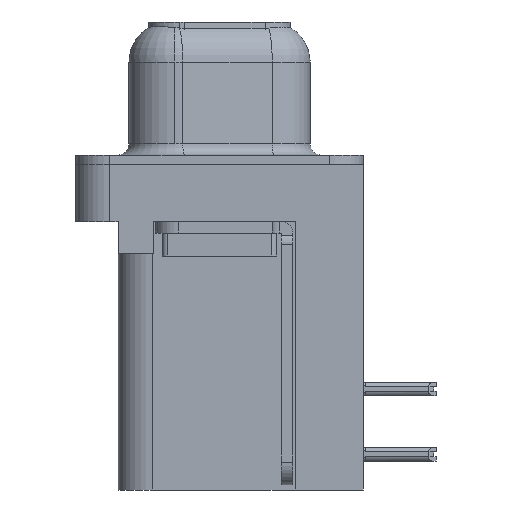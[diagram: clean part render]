
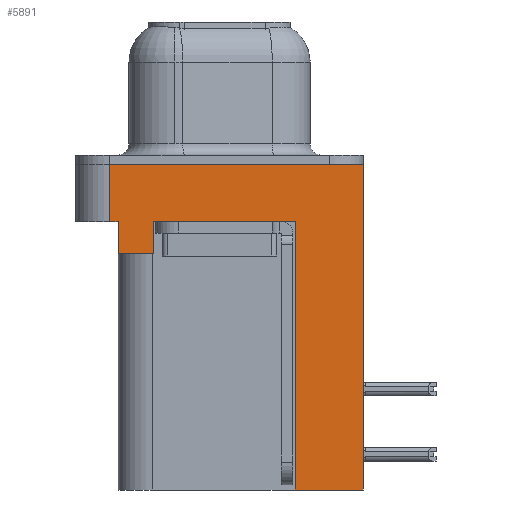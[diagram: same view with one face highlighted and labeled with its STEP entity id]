
A CAD part, left-side view. The second image highlights one B-rep face of the part: STEP entity #5891.
In plain terms, the highlighted planar face has unit normal (-1, 0, 0).
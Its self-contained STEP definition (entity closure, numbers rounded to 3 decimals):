
#619 = CARTESIAN_POINT ( 'NONE',  ( -2.91, 4.425, -3.9 ) ) ;
#920 = EDGE_LOOP ( 'NONE', ( #18682, #19365, #23265, #22373, #14706, #21227, #18446, #13213, #9123, #19679 ) ) ;
#1424 = EDGE_CURVE ( 'NONE', #15043, #13152, #7718, .T. ) ;
#1910 = VECTOR ( 'NONE', #12575, 1000. ) ;
#2416 = EDGE_CURVE ( 'NONE', #13651, #22355, #15586, .T. ) ;
#2545 = DIRECTION ( 'NONE',  ( 0., 1., 0. ) ) ;
#2882 = FACE_OUTER_BOUND ( 'NONE', #920, .T. ) ;
#3514 = DIRECTION ( 'NONE',  ( 0., 0., 1. ) ) ;
#4410 = VERTEX_POINT ( 'NONE', #7060 ) ;
#4541 = CARTESIAN_POINT ( 'NONE',  ( -2.91, -6.275, -14.2 ) ) ;
#4670 = EDGE_CURVE ( 'NONE', #15043, #10926, #10228, .T. ) ;
#5051 = VECTOR ( 'NONE', #9549, 1000. ) ;
#5325 = EDGE_CURVE ( 'NONE', #10833, #21105, #21853, .T. ) ;
#5891 = ADVANCED_FACE ( 'NONE', ( #2882 ), #22751, .T. ) ;
#6033 = DIRECTION ( 'NONE',  ( 0., 0., 1. ) ) ;
#6048 = VECTOR ( 'NONE', #3514, 1000. ) ;
#6049 = VECTOR ( 'NONE', #7223, 1000. ) ;
#6078 = CARTESIAN_POINT ( 'NONE',  ( -2.91, 4.425, -2.5 ) ) ;
#6139 = DIRECTION ( 'NONE',  ( 0., -1., 0. ) ) ;
#6208 = DIRECTION ( 'NONE',  ( -1., 0., 0. ) ) ;
#6288 = CARTESIAN_POINT ( 'NONE',  ( -2.91, 4.775, 0. ) ) ;
#6654 = CARTESIAN_POINT ( 'NONE',  ( -2.91, 2.895, -3.9 ) ) ;
#6765 = EDGE_CURVE ( 'NONE', #13152, #4410, #13615, .T. ) ;
#7060 = CARTESIAN_POINT ( 'NONE',  ( -2.91, -6.275, 0. ) ) ;
#7223 = DIRECTION ( 'NONE',  ( 0., 0., 1. ) ) ;
#7718 = LINE ( 'NONE', #20220, #19140 ) ;
#8043 = EDGE_CURVE ( 'NONE', #21105, #22355, #11796, .T. ) ;
#8138 = DIRECTION ( 'NONE',  ( 0., 0., 1. ) ) ;
#8814 = VECTOR ( 'NONE', #6139, 1000. ) ;
#9123 = ORIENTED_EDGE ( 'NONE', *, *, #5325, .F. ) ;
#9549 = DIRECTION ( 'NONE',  ( 0., -1., 0. ) ) ;
#9873 = CARTESIAN_POINT ( 'NONE',  ( -2.91, -6.275, -2.5 ) ) ;
#10228 = LINE ( 'NONE', #18818, #19743 ) ;
#10388 = VERTEX_POINT ( 'NONE', #6654 ) ;
#10833 = VERTEX_POINT ( 'NONE', #4541 ) ;
#10926 = VERTEX_POINT ( 'NONE', #6078 ) ;
#11188 = DIRECTION ( 'NONE',  ( 0., 1., 0. ) ) ;
#11458 = CARTESIAN_POINT ( 'NONE',  ( -2.91, -3.295, -14.2 ) ) ;
#11796 = LINE ( 'NONE', #18954, #13006 ) ;
#12575 = DIRECTION ( 'NONE',  ( 0., 0., 1. ) ) ;
#12691 = LINE ( 'NONE', #17846, #1910 ) ;
#13006 = VECTOR ( 'NONE', #8138, 1000. ) ;
#13152 = VERTEX_POINT ( 'NONE', #6288 ) ;
#13213 = ORIENTED_EDGE ( 'NONE', *, *, #8043, .F. ) ;
#13443 = DIRECTION ( 'NONE',  ( 0., -1., 0. ) ) ;
#13615 = LINE ( 'NONE', #18885, #8814 ) ;
#13635 = VECTOR ( 'NONE', #2545, 1000. ) ;
#13651 = VERTEX_POINT ( 'NONE', #21933 ) ;
#13655 = CARTESIAN_POINT ( 'NONE',  ( -2.91, -3.295, -2.5 ) ) ;
#14024 = CARTESIAN_POINT ( 'NONE',  ( -2.91, -6.275, -2.5 ) ) ;
#14671 = CARTESIAN_POINT ( 'NONE',  ( -2.91, -6.275, -2.5 ) ) ;
#14706 = ORIENTED_EDGE ( 'NONE', *, *, #14754, .F. ) ;
#14754 = EDGE_CURVE ( 'NONE', #10388, #21672, #18573, .T. ) ;
#14963 = EDGE_CURVE ( 'NONE', #10388, #13651, #12691, .T. ) ;
#15043 = VERTEX_POINT ( 'NONE', #17736 ) ;
#15586 = LINE ( 'NONE', #14024, #5051 ) ;
#16309 = AXIS2_PLACEMENT_3D ( 'NONE', #9873, #6208, #21102 ) ;
#17589 = EDGE_CURVE ( 'NONE', #10833, #4410, #23496, .T. ) ;
#17736 = CARTESIAN_POINT ( 'NONE',  ( -2.91, 4.775, -2.5 ) ) ;
#17846 = CARTESIAN_POINT ( 'NONE',  ( -2.91, 2.895, -3.9 ) ) ;
#18446 = ORIENTED_EDGE ( 'NONE', *, *, #2416, .T. ) ;
#18488 = EDGE_CURVE ( 'NONE', #21672, #10926, #22101, .T. ) ;
#18573 = LINE ( 'NONE', #619, #20147 ) ;
#18682 = ORIENTED_EDGE ( 'NONE', *, *, #6765, .F. ) ;
#18818 = CARTESIAN_POINT ( 'NONE',  ( -2.91, -6.275, -2.5 ) ) ;
#18885 = CARTESIAN_POINT ( 'NONE',  ( -2.91, -6.275, 0. ) ) ;
#18954 = CARTESIAN_POINT ( 'NONE',  ( -2.91, -3.295, -14.2 ) ) ;
#19129 = CARTESIAN_POINT ( 'NONE',  ( -2.91, -3.295, -14.2 ) ) ;
#19140 = VECTOR ( 'NONE', #6033, 1000. ) ;
#19365 = ORIENTED_EDGE ( 'NONE', *, *, #1424, .F. ) ;
#19612 = CARTESIAN_POINT ( 'NONE',  ( -2.91, 4.425, -3.9 ) ) ;
#19679 = ORIENTED_EDGE ( 'NONE', *, *, #17589, .T. ) ;
#19743 = VECTOR ( 'NONE', #13443, 1000. ) ;
#20147 = VECTOR ( 'NONE', #11188, 1000. ) ;
#20220 = CARTESIAN_POINT ( 'NONE',  ( -2.91, 4.775, -2.5 ) ) ;
#21102 = DIRECTION ( 'NONE',  ( 0., 0., 1. ) ) ;
#21105 = VERTEX_POINT ( 'NONE', #19129 ) ;
#21227 = ORIENTED_EDGE ( 'NONE', *, *, #14963, .T. ) ;
#21672 = VERTEX_POINT ( 'NONE', #19612 ) ;
#21853 = LINE ( 'NONE', #11458, #13635 ) ;
#21933 = CARTESIAN_POINT ( 'NONE',  ( -2.91, 2.895, -2.5 ) ) ;
#21975 = CARTESIAN_POINT ( 'NONE',  ( -2.91, 4.425, -3.9 ) ) ;
#22101 = LINE ( 'NONE', #21975, #6049 ) ;
#22355 = VERTEX_POINT ( 'NONE', #13655 ) ;
#22373 = ORIENTED_EDGE ( 'NONE', *, *, #18488, .F. ) ;
#22751 = PLANE ( 'NONE',  #16309 ) ;
#23265 = ORIENTED_EDGE ( 'NONE', *, *, #4670, .T. ) ;
#23496 = LINE ( 'NONE', #14671, #6048 ) ;
